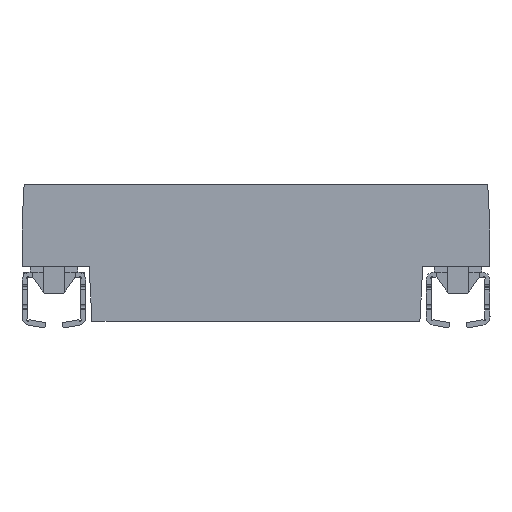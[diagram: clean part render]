
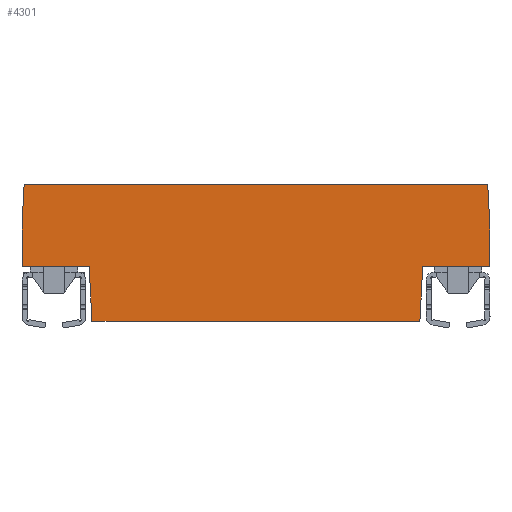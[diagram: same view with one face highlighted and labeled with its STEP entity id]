
A CAD part, front view. The second image highlights one B-rep face of the part: STEP entity #4301.
In plain terms, the highlighted planar face has unit normal (0, -1, 0).
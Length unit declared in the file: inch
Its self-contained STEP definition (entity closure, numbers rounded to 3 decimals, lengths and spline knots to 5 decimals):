
#4301 = ADVANCED_FACE ( 'NONE', ( #115096 ), #111935, .T. ) ;
#4747 = VERTEX_POINT ( 'NONE', #126088 ) ;
#4749 = VERTEX_POINT ( 'NONE', #126089 ) ;
#14445 = EDGE_CURVE ( 'NONE', #50478, #50410, #132404, .T. ) ;
#21378 = ORIENTED_EDGE ( 'NONE', *, *, #39605, .T. ) ;
#21382 = ORIENTED_EDGE ( 'NONE', *, *, #14445, .T. ) ;
#21386 = ORIENTED_EDGE ( 'NONE', *, *, #39618, .T. ) ;
#21390 = ORIENTED_EDGE ( 'NONE', *, *, #39627, .T. ) ;
#21394 = ORIENTED_EDGE ( 'NONE', *, *, #170288, .T. ) ;
#21398 = ORIENTED_EDGE ( 'NONE', *, *, #39635, .T. ) ;
#21402 = ORIENTED_EDGE ( 'NONE', *, *, #39645, .T. ) ;
#21406 = ORIENTED_EDGE ( 'NONE', *, *, #39651, .T. ) ;
#21410 = ORIENTED_EDGE ( 'NONE', *, *, #170011, .T. ) ;
#21414 = ORIENTED_EDGE ( 'NONE', *, *, #39657, .T. ) ;
#39605 = EDGE_CURVE ( 'NONE', #179562, #50478, #175039, .T. ) ;
#39618 = EDGE_CURVE ( 'NONE', #50410, #179560, #175052, .T. ) ;
#39627 = EDGE_CURVE ( 'NONE', #179560, #4749, #175099, .T. ) ;
#39635 = EDGE_CURVE ( 'NONE', #4747, #179570, #175113, .T. ) ;
#39645 = EDGE_CURVE ( 'NONE', #179570, #179577, #175122, .T. ) ;
#39651 = EDGE_CURVE ( 'NONE', #179577, #183607, #175158, .T. ) ;
#39657 = EDGE_CURVE ( 'NONE', #183581, #179562, #175143, .T. ) ;
#41097 = CARTESIAN_POINT ( 'NONE',  ( -0.42929, -0.3248, 0.26507 ) ) ;
#41176 = CARTESIAN_POINT ( 'NONE',  ( 0.42899, -0.3248, 0.26507 ) ) ;
#50410 = VERTEX_POINT ( 'NONE', #41097 ) ;
#50478 = VERTEX_POINT ( 'NONE', #41176 ) ;
#55814 = LINE ( 'NONE', #65651, #55829 ) ;
#55829 = VECTOR ( 'NONE', #65656, 39.37008 ) ;
#56668 = LINE ( 'NONE', #66421, #56677 ) ;
#56677 = VECTOR ( 'NONE', #66423, 39.37008 ) ;
#65651 = CARTESIAN_POINT ( 'NONE',  ( 0.3087, -0.3248, 0.11275 ) ) ;
#65656 = DIRECTION ( 'NONE',  ( 1., 0., 0. ) ) ;
#66421 = CARTESIAN_POINT ( 'NONE',  ( -0.43322, -0.3248, 0.11275 ) ) ;
#66423 = DIRECTION ( 'NONE',  ( 1., 0., 0. ) ) ;
#90910 = CARTESIAN_POINT ( 'NONE',  ( -0.43322, -0.3248, 0.19007 ) ) ;
#90912 = CARTESIAN_POINT ( 'NONE',  ( 0.43292, -0.3248, 0.19007 ) ) ;
#90918 = CARTESIAN_POINT ( 'NONE',  ( -0.30371, -0.3248, 0.01175 ) ) ;
#90925 = CARTESIAN_POINT ( 'NONE',  ( 0.3034, -0.3248, 0.01175 ) ) ;
#92591 = CARTESIAN_POINT ( 'NONE',  ( 0.43292, -0.3248, 0.11275 ) ) ;
#92604 = CARTESIAN_POINT ( 'NONE',  ( 0.3087, -0.3248, 0.11275 ) ) ;
#92982 = AXIS2_PLACEMENT_3D ( 'NONE', #111979, #111981, #111983 ) ;
#111935 = PLANE ( 'NONE',  #92982 ) ;
#111979 = CARTESIAN_POINT ( 'NONE',  ( 0.43697, -0.3248, 0.11275 ) ) ;
#111981 = DIRECTION ( 'NONE',  ( 0., -1., 0. ) ) ;
#111983 = DIRECTION ( 'NONE',  ( 1., 0., 0. ) ) ;
#115096 = FACE_OUTER_BOUND ( 'NONE', #182483, .T. ) ;
#126088 = CARTESIAN_POINT ( 'NONE',  ( -0.309, -0.3248, 0.11275 ) ) ;
#126089 = CARTESIAN_POINT ( 'NONE',  ( -0.43322, -0.3248, 0.11275 ) ) ;
#132404 = LINE ( 'NONE', #135867, #132413 ) ;
#132413 = VECTOR ( 'NONE', #135887, 39.37008 ) ;
#135867 = CARTESIAN_POINT ( 'NONE',  ( -0.42929, -0.3248, 0.26507 ) ) ;
#135887 = DIRECTION ( 'NONE',  ( -1., 0., 0. ) ) ;
#170011 = EDGE_CURVE ( 'NONE', #183607, #183581, #55814, .T. ) ;
#170288 = EDGE_CURVE ( 'NONE', #4749, #4747, #56668, .T. ) ;
#175039 = LINE ( 'NONE', #179097, #175067 ) ;
#175052 = LINE ( 'NONE', #179221, #175095 ) ;
#175067 = VECTOR ( 'NONE', #179226, 39.37008 ) ;
#175095 = VECTOR ( 'NONE', #179244, 39.37008 ) ;
#175099 = LINE ( 'NONE', #179252, #175109 ) ;
#175109 = VECTOR ( 'NONE', #179255, 39.37008 ) ;
#175113 = LINE ( 'NONE', #179240, #175133 ) ;
#175122 = LINE ( 'NONE', #179259, #175155 ) ;
#175133 = VECTOR ( 'NONE', #179267, 39.37008 ) ;
#175143 = LINE ( 'NONE', #179265, #175184 ) ;
#175155 = VECTOR ( 'NONE', #179281, 39.37008 ) ;
#175158 = LINE ( 'NONE', #179289, #175168 ) ;
#175168 = VECTOR ( 'NONE', #179291, 39.37008 ) ;
#175184 = VECTOR ( 'NONE', #179299, 39.37008 ) ;
#179097 = CARTESIAN_POINT ( 'NONE',  ( 0.42899, -0.3248, 0.26507 ) ) ;
#179221 = CARTESIAN_POINT ( 'NONE',  ( -0.43322, -0.3248, 0.19007 ) ) ;
#179226 = DIRECTION ( 'NONE',  ( -0.052, 0., 0.999 ) ) ;
#179240 = CARTESIAN_POINT ( 'NONE',  ( -0.30371, -0.3248, 0.01175 ) ) ;
#179244 = DIRECTION ( 'NONE',  ( -0.052, 0., -0.999 ) ) ;
#179252 = CARTESIAN_POINT ( 'NONE',  ( -0.43322, -0.3248, 0.11275 ) ) ;
#179255 = DIRECTION ( 'NONE',  ( 0., 0., -1. ) ) ;
#179259 = CARTESIAN_POINT ( 'NONE',  ( 0.3034, -0.3248, 0.01175 ) ) ;
#179265 = CARTESIAN_POINT ( 'NONE',  ( 0.43292, -0.3248, 0.11275 ) ) ;
#179267 = DIRECTION ( 'NONE',  ( 0.052, 0., -0.999 ) ) ;
#179281 = DIRECTION ( 'NONE',  ( 1., 0., 0. ) ) ;
#179289 = CARTESIAN_POINT ( 'NONE',  ( 0.3087, -0.3248, 0.11275 ) ) ;
#179291 = DIRECTION ( 'NONE',  ( 0.052, 0., 0.999 ) ) ;
#179299 = DIRECTION ( 'NONE',  ( 0., 0., 1. ) ) ;
#179560 = VERTEX_POINT ( 'NONE', #90910 ) ;
#179562 = VERTEX_POINT ( 'NONE', #90912 ) ;
#179570 = VERTEX_POINT ( 'NONE', #90918 ) ;
#179577 = VERTEX_POINT ( 'NONE', #90925 ) ;
#182483 = EDGE_LOOP ( 'NONE', ( #21378, #21382, #21386, #21390, #21394, #21398, #21402, #21406, #21410, #21414 ) ) ;
#183581 = VERTEX_POINT ( 'NONE', #92591 ) ;
#183607 = VERTEX_POINT ( 'NONE', #92604 ) ;
